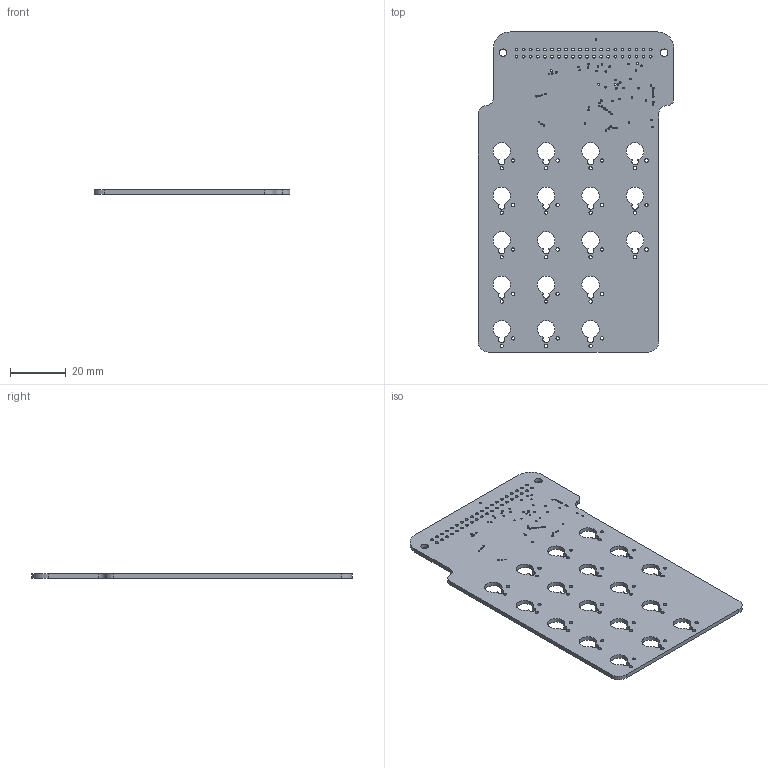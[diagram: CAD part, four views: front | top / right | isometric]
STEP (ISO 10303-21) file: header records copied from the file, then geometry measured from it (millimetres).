
FILE_DESCRIPTION(('KiCad electronic assembly'),'2;1');
FILE_NAME('DeepBlue.step','2025-08-22T13:10:04',('Pcbnew'),('Kicad'), 'Open CASCADE STEP processor 7.9','KiCad to STEP converter','Unknown' );
FILE_SCHEMA(('AUTOMOTIVE_DESIGN { 1 0 10303 214 1 1 1 1 }'));
Length unit declared in the file: millimetre
Products named in the file (2): DeepBlue 1; PiPhoneV0_PCB
Assembly tree (1 placements, depth 2):
  DeepBlue 1
    PiPhoneV0_PCB
Bounding box: 70.5 x 115.25 x 1.51 mm (x, y, z)
Volume: 10198.1 mm3; surface area: 15277.4 mm2
Topology: 1 solids, 1 shells, 214 faces, 636 edges, 424 vertices
Faces by surface type: cylinder 205, plane 9
Full cylindrical faces by diameter (mm): 0.6 x65, 1 x40, 1.2 x36, 2.7 x2
Entity records: 8111 total; most frequent: DIRECTION 1478, CARTESIAN_POINT 1276, ORIENTED_EDGE 1272, EDGE_CURVE 636, AXIS2_PLACEMENT_3D 626, FACE_BOUND 536, EDGE_LOOP 536, VERTEX_POINT 424
